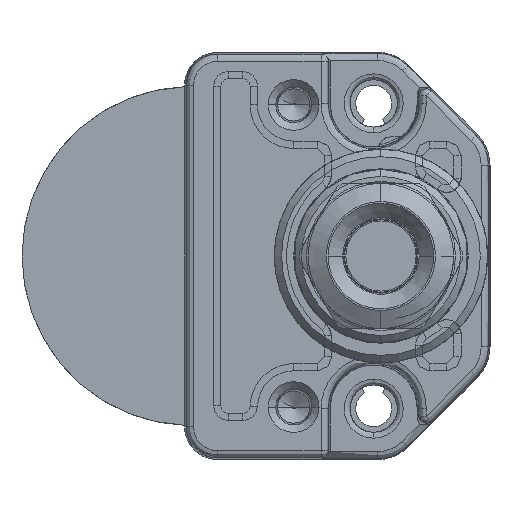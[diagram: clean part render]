
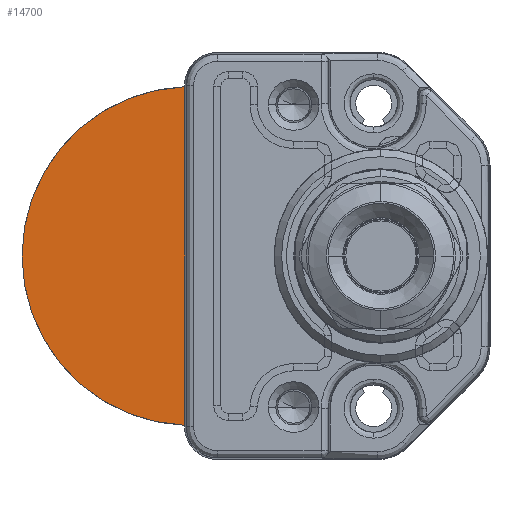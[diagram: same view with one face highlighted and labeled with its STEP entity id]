
A CAD part, left-side view. The second image highlights one B-rep face of the part: STEP entity #14700.
In plain terms, the highlighted planar face has unit normal (-1, 0, 0).
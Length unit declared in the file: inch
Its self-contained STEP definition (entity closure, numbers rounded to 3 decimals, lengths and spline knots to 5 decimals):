
#1768=DIRECTION('',(0.,0.,1.));
#1769=VECTOR('',#1768,0.91659);
#1770=CARTESIAN_POINT('',(0.,0.82677,-0.4583));
#1771=LINE('',#1770,#1769);
#1772=CARTESIAN_POINT('',(0.,0.80846,0.));
#1773=DIRECTION('',(-1.,0.,0.));
#1774=DIRECTION('',(0.,0.04,0.999));
#1775=AXIS2_PLACEMENT_3D('',#1772,#1773,#1774);
#11857=CARTESIAN_POINT('',(0.,0.82677,-0.4583));
#11858=CARTESIAN_POINT('',(0.,0.82677,0.4583));
#11859=VERTEX_POINT('',#11857);
#11860=VERTEX_POINT('',#11858);
#14690=CARTESIAN_POINT('',(0.,0.74941,0.));
#14691=DIRECTION('',(-1.,0.,0.));
#14692=DIRECTION('',(0.,0.,1.));
#14693=AXIS2_PLACEMENT_3D('',#14690,#14691,#14692);
#14694=PLANE('',#14693);
#14696=ORIENTED_EDGE('',*,*,#14695,.F.);
#14697=ORIENTED_EDGE('',*,*,#14679,.F.);
#14698=EDGE_LOOP('',(#14696,#14697));
#14699=FACE_OUTER_BOUND('',#14698,.F.);
#14700=ADVANCED_FACE('',(#14699),#14694,.T.);
#1776=CIRCLE('',#1775,0.45866);
#14679=EDGE_CURVE('',#11860,#11859,#1776,.T.);
#14695=EDGE_CURVE('',#11859,#11860,#1771,.T.);
